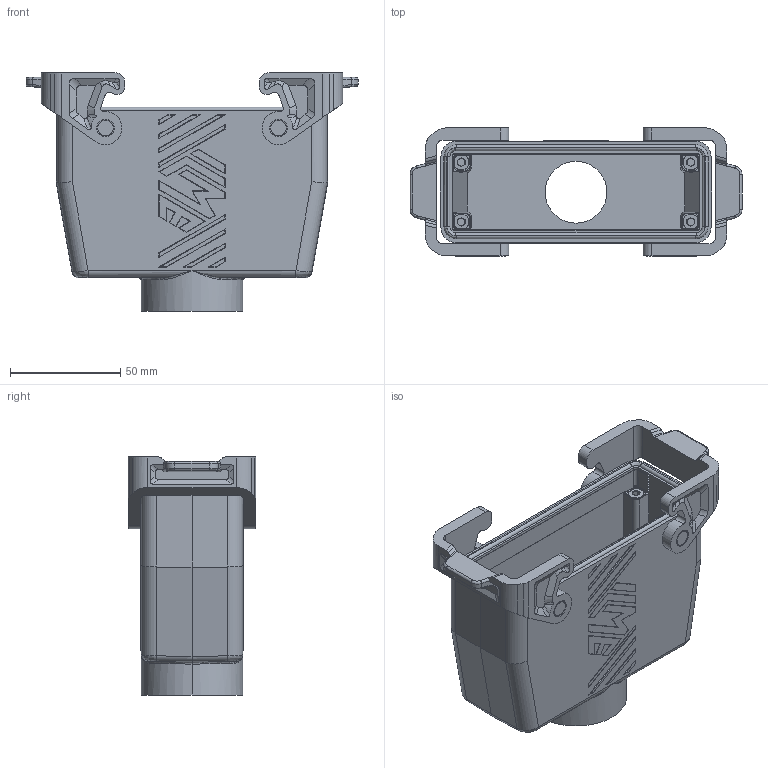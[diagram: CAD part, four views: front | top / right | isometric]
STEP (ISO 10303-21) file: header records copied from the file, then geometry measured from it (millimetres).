
FILE_DESCRIPTION(('Creo Elements/Direct Modeling STEP Export'),'2;1');
FILE_NAME('0ln7uvk5tn71a8g2880','2023-11-14T14:05:18',(''),(''),'Creo Elements/Direct Modeling STEP processor for AP214 (Solid Model)','Creo Elements/Direct Modeling 20.1B 02-Apr-2019 (C) Parametric Technology GmbH','');
FILE_SCHEMA(('AUTOMOTIVE_DESIGN { 1 0 10303 214 1 1 1 1 }'));
Length unit declared in the file: millimetre
Products named in the file (2): TMAV 24G32B
Assembly tree (1 placements, depth 2):
  TMAV 24G32B
    TMAV 24G32B
Bounding box: 150.5 x 58 x 107.9 mm (x, y, z)
Volume: 188523.2 mm3; surface area: 75803 mm2
Topology: 1 solids, 1 shells, 754 faces, 1998 edges, 1286 vertices
Faces by surface type: plane 374, cylinder 318, bspline 32, torus 20, cone 10
Entity records: 37302 total; most frequent: CARTESIAN_POINT 13183, ORIENTED_EDGE 3988, DIRECTION 3536, EDGE_CURVE 1994, VERTEX_POINT 1286, VECTOR 1230, LINE 1230, AXIS2_PLACEMENT_3D 1153
